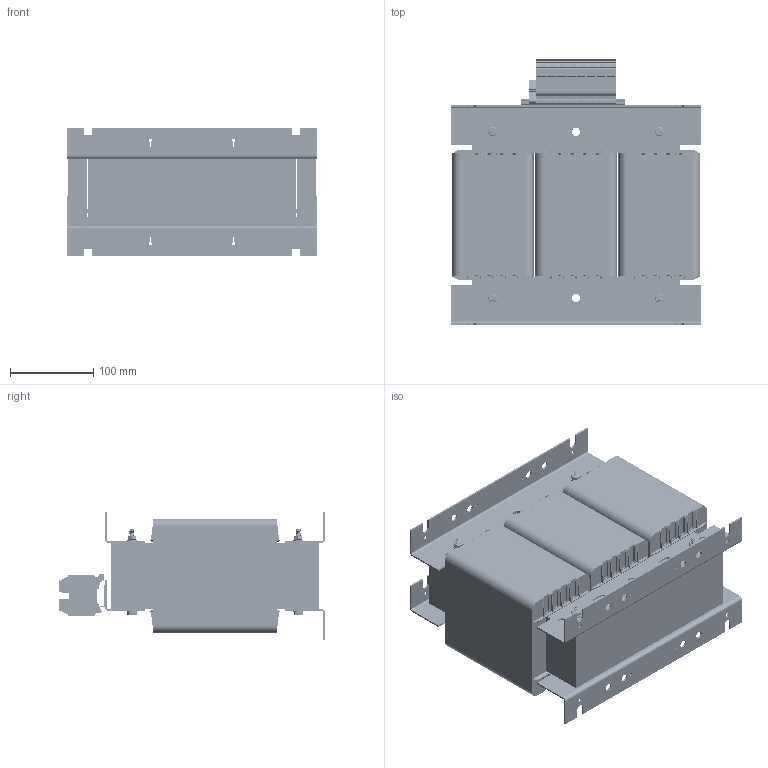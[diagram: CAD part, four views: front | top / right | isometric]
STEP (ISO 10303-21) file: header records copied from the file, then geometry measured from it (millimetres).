
FILE_DESCRIPTION(/* description */ (''),/* implementation_level */ '2;1');
FILE_NAME(/* name */ 'AUTX12,5.stp',/* time_stamp */ '2022-08-23T12:48:51+02:00',/* author */ ('amr'),/* organization */ (''),/* preprocessor_version */ 'ST-DEVELOPER v16.13',/* originating_system */ 'Autodesk Inventor 2018',/* authorisation */ '');
FILE_SCHEMA (('AUTOMOTIVE_DESIGN { 1 0 10303 214 3 1 1 }'));
Products named in the file (1): AUTX12,5
Bounding box: 300 x 319.3 x 154 mm (x, y, z)
Surface area: 811199.8 mm2 (no closed solid volume)
Topology: 0 solids, 43 shells, 2029 faces, 6252 edges, 4275 vertices
Faces by surface type: plane 1479, cylinder 506, torus 24, cone 12, bspline 8
Full cylindrical faces by diameter (mm): 3.5 x6, 4.917 x8, 5.8 x1, 6.4 x16, 9 x14, 10 x10, 12 x8
Entity records: 105290 total; most frequent: CARTESIAN_POINT 47772, DIRECTION 11340, ORIENTED_EDGE 10729, EDGE_CURVE 6155, LINE 4814, VECTOR 4814, VERTEX_POINT 4253, AXIS2_PLACEMENT_3D 3263
